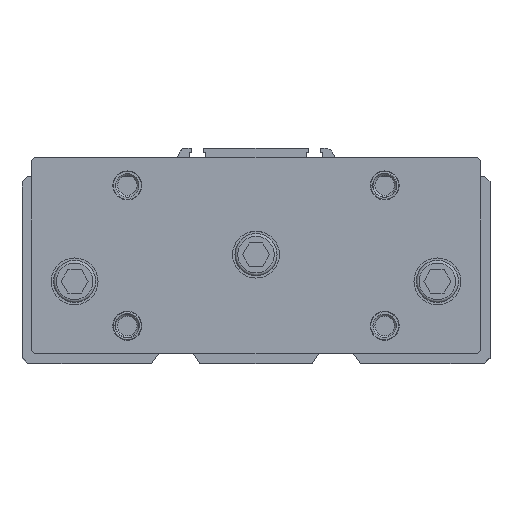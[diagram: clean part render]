
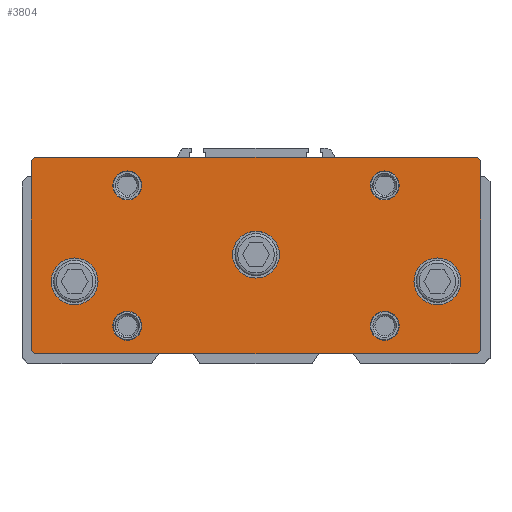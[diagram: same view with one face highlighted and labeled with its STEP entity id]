
A CAD part, top view. The second image highlights one B-rep face of the part: STEP entity #3804.
In plain terms, the highlighted face is planar.
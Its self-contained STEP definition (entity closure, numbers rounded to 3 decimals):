
#343=LINE('',#6466,#591);
#347=LINE('',#6475,#595);
#350=LINE('',#6481,#598);
#353=LINE('',#6487,#601);
#356=LINE('',#6493,#604);
#359=LINE('',#6499,#607);
#362=LINE('',#6505,#610);
#365=LINE('',#6511,#613);
#591=VECTOR('',#5329,1000.);
#595=VECTOR('',#5335,1000.);
#598=VECTOR('',#5340,1000.);
#601=VECTOR('',#5345,1000.);
#604=VECTOR('',#5350,1000.);
#607=VECTOR('',#5355,1000.);
#610=VECTOR('',#5360,1000.);
#613=VECTOR('',#5365,1000.);
#1279=ORIENTED_EDGE('',*,*,#1936,.F.);
#1280=ORIENTED_EDGE('',*,*,#1937,.F.);
#1281=ORIENTED_EDGE('',*,*,#1938,.F.);
#1282=ORIENTED_EDGE('',*,*,#1939,.F.);
#1283=ORIENTED_EDGE('',*,*,#1940,.F.);
#1284=ORIENTED_EDGE('',*,*,#1941,.F.);
#1285=ORIENTED_EDGE('',*,*,#1942,.F.);
#1286=ORIENTED_EDGE('',*,*,#1905,.T.);
#1287=ORIENTED_EDGE('',*,*,#1909,.T.);
#1288=ORIENTED_EDGE('',*,*,#1912,.T.);
#1289=ORIENTED_EDGE('',*,*,#1915,.T.);
#1290=ORIENTED_EDGE('',*,*,#1918,.T.);
#1291=ORIENTED_EDGE('',*,*,#1921,.T.);
#1292=ORIENTED_EDGE('',*,*,#1924,.T.);
#1293=ORIENTED_EDGE('',*,*,#1927,.T.);
#1905=EDGE_CURVE('',#2323,#2324,#343,.T.);
#1909=EDGE_CURVE('',#2324,#2327,#347,.T.);
#1912=EDGE_CURVE('',#2327,#2329,#350,.T.);
#1915=EDGE_CURVE('',#2329,#2331,#353,.T.);
#1918=EDGE_CURVE('',#2331,#2333,#356,.T.);
#1921=EDGE_CURVE('',#2333,#2335,#359,.T.);
#1924=EDGE_CURVE('',#2335,#2337,#362,.T.);
#1927=EDGE_CURVE('',#2337,#2323,#365,.T.);
#1936=EDGE_CURVE('',#2344,#2344,#2609,.T.);
#1937=EDGE_CURVE('',#2345,#2345,#2610,.T.);
#1938=EDGE_CURVE('',#2346,#2346,#2611,.T.);
#1939=EDGE_CURVE('',#2347,#2347,#2612,.T.);
#1940=EDGE_CURVE('',#2348,#2348,#2613,.T.);
#1941=EDGE_CURVE('',#2349,#2349,#2614,.T.);
#1942=EDGE_CURVE('',#2350,#2350,#2615,.T.);
#2323=VERTEX_POINT('',#6467);
#2324=VERTEX_POINT('',#6468);
#2327=VERTEX_POINT('',#6476);
#2329=VERTEX_POINT('',#6482);
#2331=VERTEX_POINT('',#6488);
#2333=VERTEX_POINT('',#6494);
#2335=VERTEX_POINT('',#6500);
#2337=VERTEX_POINT('',#6506);
#2344=VERTEX_POINT('',#6528);
#2345=VERTEX_POINT('',#6530);
#2346=VERTEX_POINT('',#6532);
#2347=VERTEX_POINT('',#6534);
#2348=VERTEX_POINT('',#6536);
#2349=VERTEX_POINT('',#6538);
#2350=VERTEX_POINT('',#6540);
#2609=CIRCLE('',#4457,10.);
#2610=CIRCLE('',#4458,10.);
#2611=CIRCLE('',#4459,10.);
#2612=CIRCLE('',#4460,6.2);
#2613=CIRCLE('',#4461,6.2);
#2614=CIRCLE('',#4462,6.2);
#2615=CIRCLE('',#4463,6.2);
#2931=EDGE_LOOP('',(#1279));
#2932=EDGE_LOOP('',(#1280));
#2933=EDGE_LOOP('',(#1281));
#2934=EDGE_LOOP('',(#1282));
#2935=EDGE_LOOP('',(#1283));
#2936=EDGE_LOOP('',(#1284));
#2937=EDGE_LOOP('',(#1285));
#2938=EDGE_LOOP('',(#1286,#1287,#1288,#1289,#1290,#1291,#1292,#1293));
#3359=FACE_BOUND('',#2931,.T.);
#3360=FACE_BOUND('',#2932,.T.);
#3361=FACE_BOUND('',#2933,.T.);
#3362=FACE_BOUND('',#2934,.T.);
#3363=FACE_BOUND('',#2935,.T.);
#3364=FACE_BOUND('',#2936,.T.);
#3365=FACE_BOUND('',#2937,.T.);
#3366=FACE_BOUND('',#2938,.T.);
#3596=PLANE('',#4456);
#3804=ADVANCED_FACE('',(#3359,#3360,#3361,#3362,#3363,#3364,#3365,#3366),
#3596,.T.);
#4456=AXIS2_PLACEMENT_3D('',#6526,#5381,#5382);
#4457=AXIS2_PLACEMENT_3D('',#6527,#5383,#5384);
#4458=AXIS2_PLACEMENT_3D('',#6529,#5385,#5386);
#4459=AXIS2_PLACEMENT_3D('',#6531,#5387,#5388);
#4460=AXIS2_PLACEMENT_3D('',#6533,#5389,#5390);
#4461=AXIS2_PLACEMENT_3D('',#6535,#5391,#5392);
#4462=AXIS2_PLACEMENT_3D('',#6537,#5393,#5394);
#4463=AXIS2_PLACEMENT_3D('',#6539,#5395,#5396);
#5329=DIRECTION('',(0.,-1.,0.));
#5335=DIRECTION('',(0.,-0.707,-0.707));
#5340=DIRECTION('',(0.,0.,-1.));
#5345=DIRECTION('',(0.,0.707,-0.707));
#5350=DIRECTION('',(0.,1.,0.));
#5355=DIRECTION('',(0.,0.707,0.707));
#5360=DIRECTION('',(0.,0.,1.));
#5365=DIRECTION('',(0.,-0.707,0.707));
#5381=DIRECTION('',(1.,0.,0.));
#5382=DIRECTION('',(0.,0.,-1.));
#5383=DIRECTION('',(1.,0.,0.));
#5384=DIRECTION('',(0.,0.,-1.));
#5385=DIRECTION('',(1.,0.,0.));
#5386=DIRECTION('',(0.,0.,-1.));
#5387=DIRECTION('',(1.,0.,0.));
#5388=DIRECTION('',(0.,0.,-1.));
#5389=DIRECTION('',(1.,0.,0.));
#5390=DIRECTION('',(0.,0.,-1.));
#5391=DIRECTION('',(1.,0.,0.));
#5392=DIRECTION('',(0.,0.,-1.));
#5393=DIRECTION('',(1.,0.,0.));
#5394=DIRECTION('',(0.,0.,-1.));
#5395=DIRECTION('',(1.,0.,0.));
#5396=DIRECTION('',(0.,0.,-1.));
#6466=CARTESIAN_POINT('',(23.,40.5,96.));
#6467=CARTESIAN_POINT('',(23.,40.5,96.));
#6468=CARTESIAN_POINT('',(23.,-40.5,96.));
#6475=CARTESIAN_POINT('',(23.,-40.5,96.));
#6476=CARTESIAN_POINT('',(23.,-42.,94.5));
#6481=CARTESIAN_POINT('',(23.,-42.,94.5));
#6482=CARTESIAN_POINT('',(23.,-42.,-94.5));
#6487=CARTESIAN_POINT('',(23.,-42.,-94.5));
#6488=CARTESIAN_POINT('',(23.,-40.5,-96.));
#6493=CARTESIAN_POINT('',(23.,-40.5,-96.));
#6494=CARTESIAN_POINT('',(23.,40.5,-96.));
#6499=CARTESIAN_POINT('',(23.,40.5,-96.));
#6500=CARTESIAN_POINT('',(23.,42.,-94.5));
#6505=CARTESIAN_POINT('',(23.,42.,-94.5));
#6506=CARTESIAN_POINT('',(23.,42.,94.5));
#6511=CARTESIAN_POINT('',(23.,42.,94.5));
#6526=CARTESIAN_POINT('',(23.,0.,0.));
#6527=CARTESIAN_POINT('',(23.,-11.,77.5));
#6528=CARTESIAN_POINT('',(23.,-11.,67.5));
#6529=CARTESIAN_POINT('',(23.,-11.,-77.5));
#6530=CARTESIAN_POINT('',(23.,-11.,-87.5));
#6531=CARTESIAN_POINT('',(23.,0.4,0.));
#6532=CARTESIAN_POINT('',(23.,0.4,-10.));
#6533=CARTESIAN_POINT('',(23.,30.,55.));
#6534=CARTESIAN_POINT('',(23.,30.,48.8));
#6535=CARTESIAN_POINT('',(23.,30.,-55.));
#6536=CARTESIAN_POINT('',(23.,30.,-61.2));
#6537=CARTESIAN_POINT('',(23.,-30.,55.));
#6538=CARTESIAN_POINT('',(23.,-30.,48.8));
#6539=CARTESIAN_POINT('',(23.,-30.,-55.));
#6540=CARTESIAN_POINT('',(23.,-30.,-61.2));
